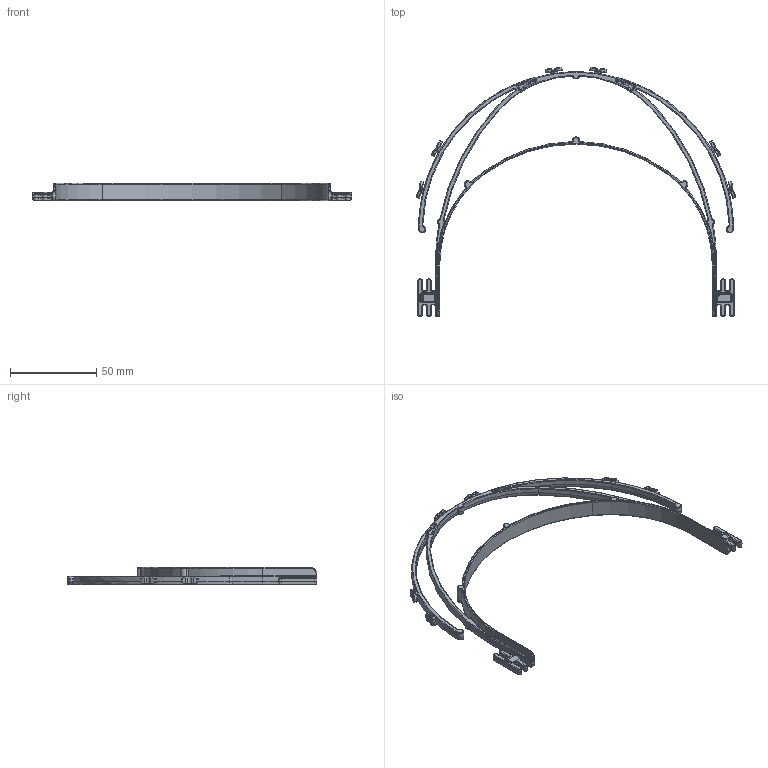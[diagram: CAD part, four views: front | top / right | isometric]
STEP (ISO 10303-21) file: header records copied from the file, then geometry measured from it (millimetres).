
FILE_DESCRIPTION(('CATIA V6 STEP','CAx-IF Rec.Pracs.--- Model Styling and Organization---1.4--- 2014-01-23'),'2;1');
FILE_NAME('129016 FACESHIELD FRAME SHORT PNWS IM A.1 Released.stp','2020-04-16T06:03:21+00:00',('none'),('none'),'3DEXPERIENCE Platform3DEXPERIENCE R2017x HotFix 12','3DEXPERIENCE Platform STEP AP214','none');
FILE_SCHEMA(('AUTOMOTIVE_DESIGN { 1 0 10303 214 1 1 1 1 }'));
Length unit declared in the file: millimetre
Products named in the file (1): FACESHIELD, FRAME, SHORT, PNWS, IM
Bounding box: 184.75 x 144.57 x 10 mm (x, y, z)
Volume: 12716.4 mm3; surface area: 15564.2 mm2
Topology: 1 solids, 1 shells, 1323 faces, 4082 edges, 2770 vertices
Faces by surface type: cylinder 396, torus 305, plane 248, bspline 189, cone 182, sphere 3
Entity records: 47885 total; most frequent: CARTESIAN_POINT 14837, ORIENTED_EDGE 8156, DIRECTION 5011, EDGE_CURVE 4078, AXIS2_PLACEMENT_3D 2819, VERTEX_POINT 2770, CIRCLE 1843, EDGE_LOOP 1338
